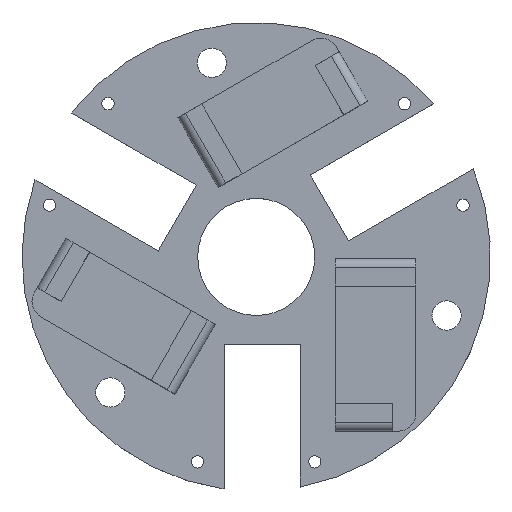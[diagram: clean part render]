
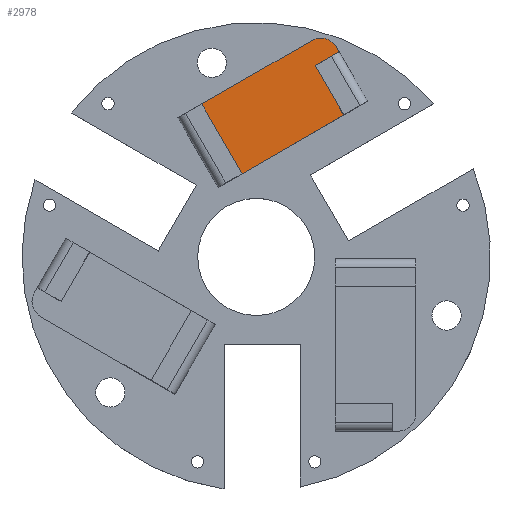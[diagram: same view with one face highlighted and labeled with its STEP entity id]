
A CAD part, top view. The second image highlights one B-rep face of the part: STEP entity #2978.
In plain terms, the highlighted planar face has unit normal (0, 0, 1).
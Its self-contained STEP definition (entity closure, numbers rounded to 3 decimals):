
#89=PLANE('',#3154);
#221=FACE_OUTER_BOUND('',#392,.T.);
#392=EDGE_LOOP('',(#2251,#2252,#2253,#2254,#2255,#2256,#2257));
#623=LINE('',#4270,#981);
#641=LINE('',#4305,#999);
#646=LINE('',#4321,#1004);
#718=LINE('',#4481,#1076);
#719=LINE('',#4483,#1077);
#720=LINE('',#4484,#1078);
#981=VECTOR('',#3421,10.);
#999=VECTOR('',#3441,10.);
#1004=VECTOR('',#3454,10.);
#1076=VECTOR('',#3564,10.);
#1077=VECTOR('',#3565,10.);
#1078=VECTOR('',#3566,10.);
#1307=CIRCLE('',#3155,6.);
#1408=VERTEX_POINT('',#4267);
#1409=VERTEX_POINT('',#4269);
#1425=VERTEX_POINT('',#4303);
#1431=VERTEX_POINT('',#4318);
#1432=VERTEX_POINT('',#4320);
#1501=VERTEX_POINT('',#4480);
#1502=VERTEX_POINT('',#4482);
#1697=EDGE_CURVE('',#1408,#1409,#623,.T.);
#1715=EDGE_CURVE('',#1408,#1425,#641,.T.);
#1722=EDGE_CURVE('',#1432,#1431,#646,.T.);
#1801=EDGE_CURVE('',#1501,#1431,#718,.T.);
#1802=EDGE_CURVE('',#1501,#1502,#719,.T.);
#1803=EDGE_CURVE('',#1409,#1502,#720,.T.);
#1804=EDGE_CURVE('',#1425,#1432,#1307,.T.);
#2251=ORIENTED_EDGE('',*,*,#1801,.F.);
#2252=ORIENTED_EDGE('',*,*,#1802,.T.);
#2253=ORIENTED_EDGE('',*,*,#1803,.F.);
#2254=ORIENTED_EDGE('',*,*,#1697,.F.);
#2255=ORIENTED_EDGE('',*,*,#1715,.T.);
#2256=ORIENTED_EDGE('',*,*,#1804,.T.);
#2257=ORIENTED_EDGE('',*,*,#1722,.T.);
#2978=ADVANCED_FACE('',(#221),#89,.F.);
#3154=AXIS2_PLACEMENT_3D('',#4479,#3562,#3563);
#3155=AXIS2_PLACEMENT_3D('',#4485,#3567,#3568);
#3421=DIRECTION('',(-0.866,-0.5,0.));
#3441=DIRECTION('',(-0.5,0.866,0.));
#3454=DIRECTION('',(-0.866,-0.5,0.));
#3562=DIRECTION('center_axis',(0.,0.,-1.));
#3563=DIRECTION('ref_axis',(0.5,-0.866,0.));
#3564=DIRECTION('',(-0.5,0.866,0.));
#3565=DIRECTION('',(0.866,0.5,0.));
#3566=DIRECTION('',(0.5,-0.866,0.));
#3567=DIRECTION('center_axis',(0.,0.,1.));
#3568=DIRECTION('ref_axis',(0.866,0.5,0.));
#4267=CARTESIAN_POINT('',(28.279,70.02,4.95));
#4269=CARTESIAN_POINT('',(20.138,65.32,4.95));
#4270=CARTESIAN_POINT('',(20.138,65.32,4.95));
#4303=CARTESIAN_POINT('',(27.279,71.752,4.95));
#4305=CARTESIAN_POINT('',(24.58,76.426,4.95));
#4318=CARTESIAN_POINT('',(-18.59,52.198,4.95));
#4320=CARTESIAN_POINT('',(19.082,73.948,4.95));
#4321=CARTESIAN_POINT('',(16.138,72.248,4.95));
#4479=CARTESIAN_POINT('Origin',(16.138,72.248,4.95));
#4480=CARTESIAN_POINT('',(-4.84,28.383,4.95));
#4481=CARTESIAN_POINT('',(-18.288,51.676,4.95));
#4482=CARTESIAN_POINT('',(29.888,48.433,4.95));
#4483=CARTESIAN_POINT('',(29.455,48.183,4.95));
#4484=CARTESIAN_POINT('',(16.44,71.726,4.95));
#4485=CARTESIAN_POINT('Origin',(22.082,68.752,4.95));
